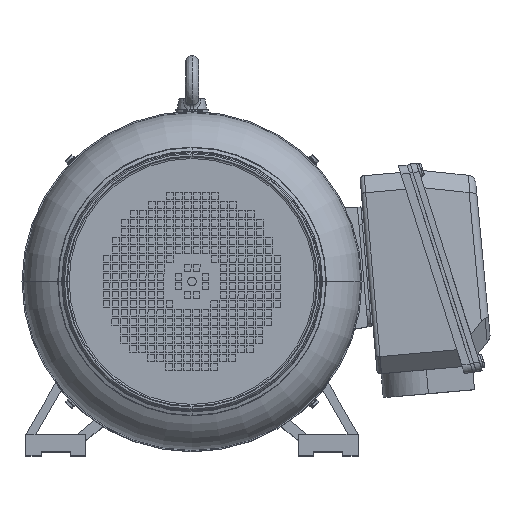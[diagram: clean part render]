
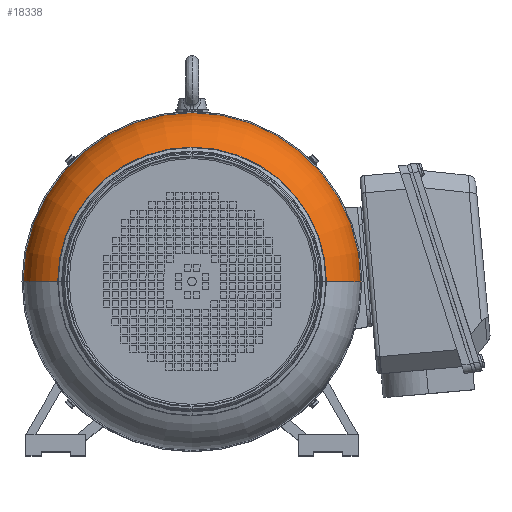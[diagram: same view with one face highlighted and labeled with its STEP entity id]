
A CAD part, top view. The second image highlights one B-rep face of the part: STEP entity #18338.
In plain terms, the highlighted toroidal (fillet/blend) face has major radius 132 mm and minor radius 65 mm.
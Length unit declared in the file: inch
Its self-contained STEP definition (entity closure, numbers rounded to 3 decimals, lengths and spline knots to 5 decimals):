
#2281 = CARTESIAN_POINT ( 'NONE',  ( -10.13193, 4.62909, 12.58129 ) ) ;
#9284 = CARTESIAN_POINT ( 'NONE',  ( -4.93508, 10.80525, 14.94555 ) ) ;
#15563 = CARTESIAN_POINT ( 'NONE',  ( -11.11124, 4.62909, 14.94555 ) ) ;
#16271 = DIRECTION ( 'NONE',  ( 0., 0., -1. ) ) ;
#16417 = AXIS2_PLACEMENT_3D ( 'NONE', #24510, #17389, #46860 ) ;
#17389 = DIRECTION ( 'NONE',  ( 0., 0., -1. ) ) ;
#18338 = ADVANCED_FACE ( 'NONE', ( #71388 ), #50826, .T. ) ;
#21044 = AXIS2_PLACEMENT_3D ( 'NONE', #86026, #62921, #62597 ) ;
#21156 = AXIS2_PLACEMENT_3D ( 'NONE', #2281, #33433, #56459 ) ;
#24510 = CARTESIAN_POINT ( 'NONE',  ( -4.93508, 4.62909, 14.94555 ) ) ;
#30137 = DIRECTION ( 'NONE',  ( -1., 0., 0. ) ) ;
#33433 = DIRECTION ( 'NONE',  ( 0., -1., 0. ) ) ;
#35110 = CARTESIAN_POINT ( 'NONE',  ( 1.24108, 4.62909, 14.94555 ) ) ;
#36336 = DIRECTION ( 'NONE',  ( 0., 0., -1. ) ) ;
#36558 = CARTESIAN_POINT ( 'NONE',  ( -12.69099, 4.62909, 12.58129 ) ) ;
#38241 = DIRECTION ( 'NONE',  ( 0., 0., -1. ) ) ;
#45977 = EDGE_CURVE ( 'NONE', #53810, #93089, #93481, .T. ) ;
#46860 = DIRECTION ( 'NONE',  ( 0., 1., 0. ) ) ;
#47475 = CARTESIAN_POINT ( 'NONE',  ( 2.82082, 4.62909, 12.58129 ) ) ;
#48003 = VERTEX_POINT ( 'NONE', #15563 ) ;
#48102 = AXIS2_PLACEMENT_3D ( 'NONE', #54814, #16271, #55143 ) ;
#49923 = CIRCLE ( 'NONE', #63704, 6.17616 ) ;
#50826 = TOROIDAL_SURFACE ( 'NONE', #48102, 5.19685, 2.55906 ) ;
#51792 = VERTEX_POINT ( 'NONE', #9284 ) ;
#51927 = DIRECTION ( 'NONE',  ( 0., 1., 0. ) ) ;
#53810 = VERTEX_POINT ( 'NONE', #35110 ) ;
#54203 = EDGE_CURVE ( 'NONE', #51792, #53810, #49923, .T. ) ;
#54814 = CARTESIAN_POINT ( 'NONE',  ( -4.93508, 4.62909, 12.58129 ) ) ;
#55143 = DIRECTION ( 'NONE',  ( -1., 0., 0. ) ) ;
#55332 = EDGE_LOOP ( 'NONE', ( #99944, #61782, #96707, #86142, #70365 ) ) ;
#56459 = DIRECTION ( 'NONE',  ( 0., 0., -1. ) ) ;
#56917 = EDGE_CURVE ( 'NONE', #87062, #93089, #79157, .T. ) ;
#58155 = CIRCLE ( 'NONE', #21156, 2.55906 ) ;
#58389 = EDGE_CURVE ( 'NONE', #48003, #87062, #58155, .T. ) ;
#59714 = CARTESIAN_POINT ( 'NONE',  ( -4.93508, 4.62909, 14.94555 ) ) ;
#61782 = ORIENTED_EDGE ( 'NONE', *, *, #45977, .T. ) ;
#62597 = DIRECTION ( 'NONE',  ( -1., 0., 0. ) ) ;
#62921 = DIRECTION ( 'NONE',  ( 0., 1., 0. ) ) ;
#63704 = AXIS2_PLACEMENT_3D ( 'NONE', #59714, #36336, #51927 ) ;
#64063 = EDGE_CURVE ( 'NONE', #48003, #51792, #94234, .T. ) ;
#69394 = CARTESIAN_POINT ( 'NONE',  ( -4.93508, 4.62909, 12.58129 ) ) ;
#70341 = AXIS2_PLACEMENT_3D ( 'NONE', #69394, #38241, #30137 ) ;
#70365 = ORIENTED_EDGE ( 'NONE', *, *, #64063, .T. ) ;
#71388 = FACE_OUTER_BOUND ( 'NONE', #55332, .T. ) ;
#79157 = CIRCLE ( 'NONE', #70341, 7.75591 ) ;
#86026 = CARTESIAN_POINT ( 'NONE',  ( 0.26177, 4.62909, 12.58129 ) ) ;
#86142 = ORIENTED_EDGE ( 'NONE', *, *, #58389, .F. ) ;
#87062 = VERTEX_POINT ( 'NONE', #36558 ) ;
#93089 = VERTEX_POINT ( 'NONE', #47475 ) ;
#93481 = CIRCLE ( 'NONE', #21044, 2.55906 ) ;
#94234 = CIRCLE ( 'NONE', #16417, 6.17616 ) ;
#96707 = ORIENTED_EDGE ( 'NONE', *, *, #56917, .F. ) ;
#99944 = ORIENTED_EDGE ( 'NONE', *, *, #54203, .T. ) ;
